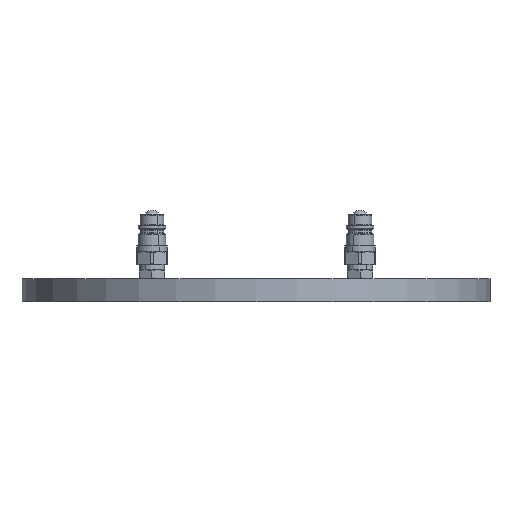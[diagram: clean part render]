
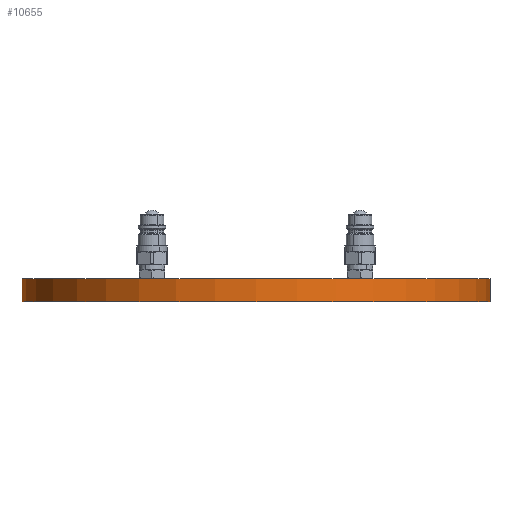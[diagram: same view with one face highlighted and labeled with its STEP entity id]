
A CAD part, front view. The second image highlights one B-rep face of the part: STEP entity #10655.
In plain terms, the highlighted cylindrical face has radius 202.5 mm (diameter 405 mm), a partial arc.
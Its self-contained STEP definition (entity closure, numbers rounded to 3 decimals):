
#22 = VERTEX_POINT ( 'NONE', #1422 ) ;
#233 = CIRCLE ( 'NONE', #5417, 202.5 ) ;
#662 = EDGE_CURVE ( 'NONE', #9921, #3743, #14877, .T. ) ;
#694 = DIRECTION ( 'NONE',  ( 0., 0., 1. ) ) ;
#840 = CYLINDRICAL_SURFACE ( 'NONE', #1256, 202.5 ) ;
#899 = ORIENTED_EDGE ( 'NONE', *, *, #3360, .T. ) ;
#1256 = AXIS2_PLACEMENT_3D ( 'NONE', #10417, #5543, #4374 ) ;
#1359 = AXIS2_PLACEMENT_3D ( 'NONE', #12092, #5269, #8678 ) ;
#1422 = CARTESIAN_POINT ( 'NONE',  ( 202.5, 0., 0. ) ) ;
#1825 = DIRECTION ( 'NONE',  ( 0., 0., 1. ) ) ;
#1858 = CARTESIAN_POINT ( 'NONE',  ( 202.5, 0., -20. ) ) ;
#2257 = ORIENTED_EDGE ( 'NONE', *, *, #9633, .F. ) ;
#2404 = ORIENTED_EDGE ( 'NONE', *, *, #11812, .T. ) ;
#3071 = CIRCLE ( 'NONE', #1359, 202.5 ) ;
#3360 = EDGE_CURVE ( 'NONE', #12651, #22, #12446, .T. ) ;
#3743 = VERTEX_POINT ( 'NONE', #6415 ) ;
#4352 = CARTESIAN_POINT ( 'NONE',  ( 0., 0., 0. ) ) ;
#4374 = DIRECTION ( 'NONE',  ( 1., 0., 0. ) ) ;
#4646 = ORIENTED_EDGE ( 'NONE', *, *, #662, .F. ) ;
#5193 = CARTESIAN_POINT ( 'NONE',  ( -202.5, 0., -20. ) ) ;
#5269 = DIRECTION ( 'NONE',  ( 0., 0., 1. ) ) ;
#5284 = DIRECTION ( 'NONE',  ( 1., 0., 0. ) ) ;
#5417 = AXIS2_PLACEMENT_3D ( 'NONE', #4352, #14874, #5284 ) ;
#5543 = DIRECTION ( 'NONE',  ( 0., 0., 1. ) ) ;
#6415 = CARTESIAN_POINT ( 'NONE',  ( -202.5, 0., 0. ) ) ;
#7901 = CARTESIAN_POINT ( 'NONE',  ( -202.5, 0., -20. ) ) ;
#8074 = FACE_OUTER_BOUND ( 'NONE', #10415, .T. ) ;
#8678 = DIRECTION ( 'NONE',  ( 1., 0., 0. ) ) ;
#9633 = EDGE_CURVE ( 'NONE', #3743, #22, #233, .T. ) ;
#9921 = VERTEX_POINT ( 'NONE', #5193 ) ;
#10415 = EDGE_LOOP ( 'NONE', ( #4646, #2404, #899, #2257 ) ) ;
#10417 = CARTESIAN_POINT ( 'NONE',  ( 0., 0., -20. ) ) ;
#10655 = ADVANCED_FACE ( 'NONE', ( #8074 ), #840, .T. ) ;
#11812 = EDGE_CURVE ( 'NONE', #9921, #12651, #3071, .T. ) ;
#12092 = CARTESIAN_POINT ( 'NONE',  ( 0., 0., -20. ) ) ;
#12446 = LINE ( 'NONE', #1858, #13618 ) ;
#12651 = VERTEX_POINT ( 'NONE', #12857 ) ;
#12857 = CARTESIAN_POINT ( 'NONE',  ( 202.5, 0., -20. ) ) ;
#13618 = VECTOR ( 'NONE', #694, 1000. ) ;
#14874 = DIRECTION ( 'NONE',  ( 0., 0., 1. ) ) ;
#14877 = LINE ( 'NONE', #7901, #15074 ) ;
#15074 = VECTOR ( 'NONE', #1825, 1000. ) ;
